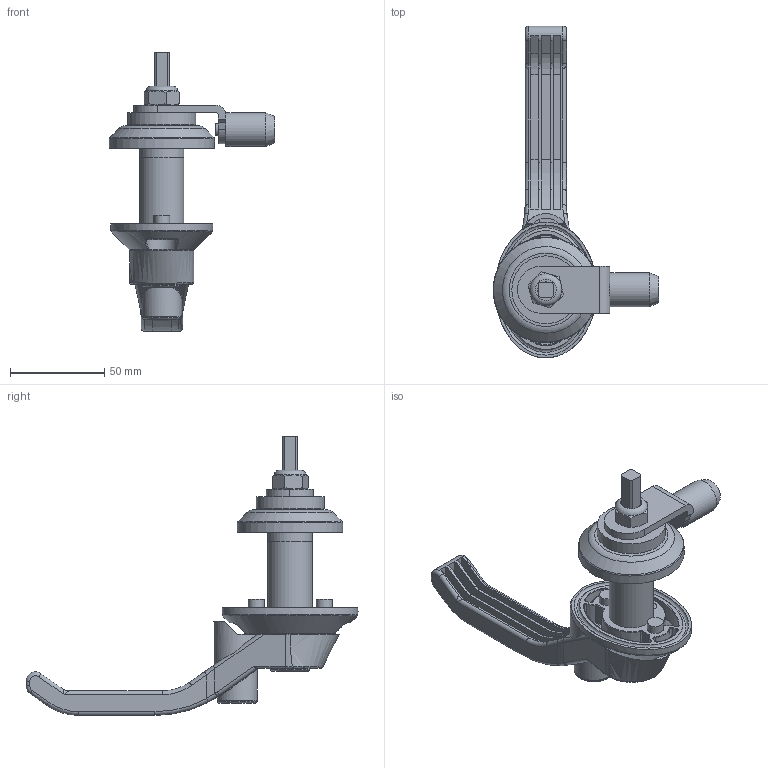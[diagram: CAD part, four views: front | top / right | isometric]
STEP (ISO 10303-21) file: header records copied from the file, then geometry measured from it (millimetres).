
FILE_DESCRIPTION(('STEP AP214'),'1');
FILE_NAME('012.1.40.00.01.step','2013-10-24T11:19:38',(' '),(' '),'Spatial InterOp 3D',' ',' ');
FILE_SCHEMA(('automotive_design'));
Length unit declared in the file: millimetre
Products named in the file (15): _40; _50; _128; _62; _46; _35; _85; _333; _51; hexagon head screw ISO 4017A M6_12 b_26mm l_6mm; _33; _164
Bounding box: 87.97 x 176 x 147.8 mm (x, y, z)
Volume: 118477.9 mm3; surface area: 74292.9 mm2
Topology: 15 solids, 15 shells, 813 faces, 2030 edges, 1270 vertices
Faces by surface type: plane 430, cylinder 137, bspline 116, torus 61, cone 53, extrusion 10, sphere 6
Full cylindrical faces by diameter (mm): 5.2 x2, 6 x1, 6.2 x2, 6.4 x1, 8.5 x5, 8.6 x1, 9.2 x1, 10 x1, 10.2 x1, 10.5 x1, 11.2 x1, 12 x2, 12.2 x2, 12.5 x2, 14.2 x1, 15 x4, 15.5 x1, 16 x1, 16.2 x1, 16.5 x1, 17.2 x2, 18 x2, 18.5 x1, 21 x3, 23.5 x2, 30.5 x1, 33 x1, 36 x1, 52 x1, 56 x1
Entity records: 57208 total; most frequent: CARTESIAN_POINT 32196, ORIENTED_EDGE 3860, DIRECTION 3625, EDGE_CURVE 1930, AXIS2_PLACEMENT_3D 1371, VERTEX_POINT 1255, EDGE_LOOP 945, VECTOR 883
